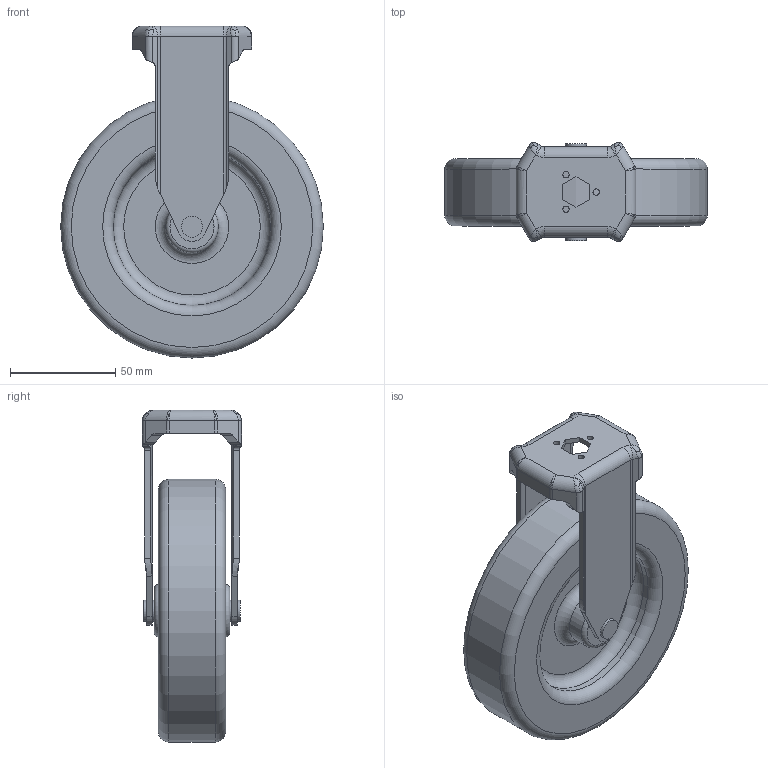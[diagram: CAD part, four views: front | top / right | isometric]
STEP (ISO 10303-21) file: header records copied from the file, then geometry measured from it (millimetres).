
FILE_DESCRIPTION(/* description */ (''),/* implementation_level */ '2;1');
FILE_NAME(/* name */ '144060',/* time_stamp */ '2014-10-06T15:54:54+02:00',/* author */ (''),/* organization */ (''),/* preprocessor_version */ 'ST-DEVELOPER v14',/* originating_system */ 'HiCAD 2013 1802.4 Build 509',/* authorisation */ '');
FILE_SCHEMA (('AUTOMOTIVE_DESIGN { 1 0 10303 214 1 1 1 1 }'));
Products named in the file (2): Root; 144060Bokwiel diam. 125BOIKON0
Assembly tree (1 placements, depth 2):
  Root
    144060Bokwiel diam. 125BOIKON0
Bounding box: 125 x 47.17 x 158 mm (x, y, z)
Volume: 312603 mm3; surface area: 61667.8 mm2
Topology: 1 solids, 1 shells, 154 faces, 394 edges, 251 vertices
Faces by surface type: cylinder 58, plane 58, bspline 24, torus 14
Full cylindrical faces by diameter (mm): 3 x3, 10 x4, 25 x2, 75 x2, 125 x1
Entity records: 41986 total; most frequent: CARTESIAN_POINT 34909, PRESENTATION_STYLE_ASSIGNMENT 737, COLOUR_RGB 737, DRAUGHTING_PRE_DEFINED_CURVE_FONT 736, CURVE_STYLE 736, OVER_RIDING_STYLED_ITEM 736, ORIENTED_EDGE 736, DIRECTION 646
